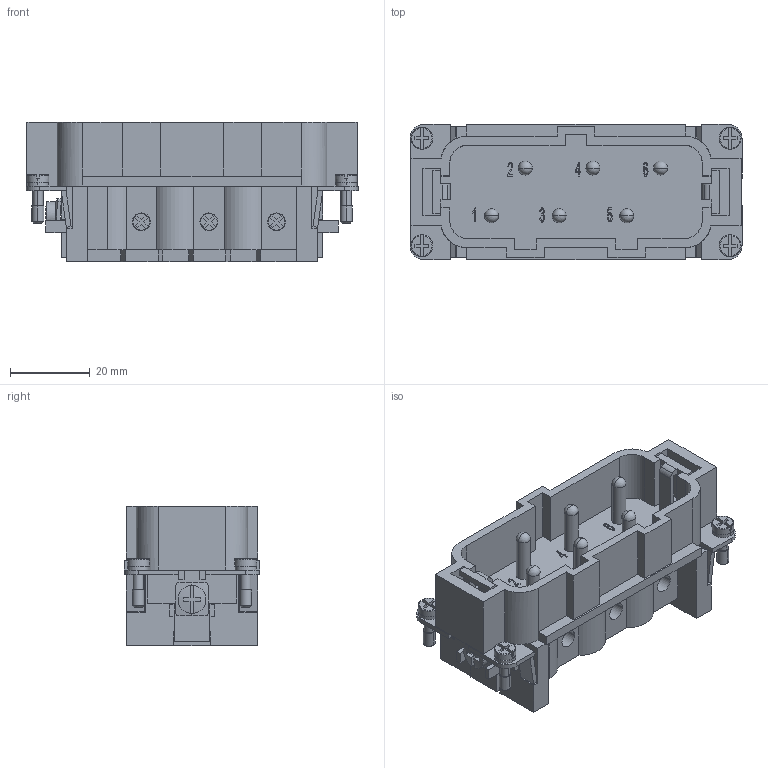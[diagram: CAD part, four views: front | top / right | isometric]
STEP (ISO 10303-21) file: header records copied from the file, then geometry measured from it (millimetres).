
FILE_DESCRIPTION(('Creo Elements/Direct Modeling STEP Export'),'2;1');
FILE_NAME('0ln7uvk4917qu433976','2017-02-02T15:43:50',(''),(''),'PTC Creo Elements/Direct Modeling STEP processor for AP214 (Solid Model)','PTC Creo Elements/Direct Modeling 19.0E 27-Jun-2016 (C) Parametric Technology GmbH','');
FILE_SCHEMA(('AUTOMOTIVE_DESIGN { 1 0 10303 214 1 1 1 1 }'));
Length unit declared in the file: millimetre
Products named in the file (1): CPM_06_X
Bounding box: 83.5 x 34 x 35 mm (x, y, z)
Volume: 37799.7 mm3; surface area: 26823.6 mm2
Topology: 3 solids, 3 shells, 950 faces, 2566 edges, 1689 vertices
Faces by surface type: plane 644, cylinder 166, bspline 98, sphere 18, torus 16, cone 8
Entity records: 38323 total; most frequent: CARTESIAN_POINT 7058, ORIENTED_EDGE 5116, DIRECTION 4517, EDGE_CURVE 2558, VECTOR 1869, LINE 1869, VERTEX_POINT 1689, AXIS2_PLACEMENT_3D 1324
